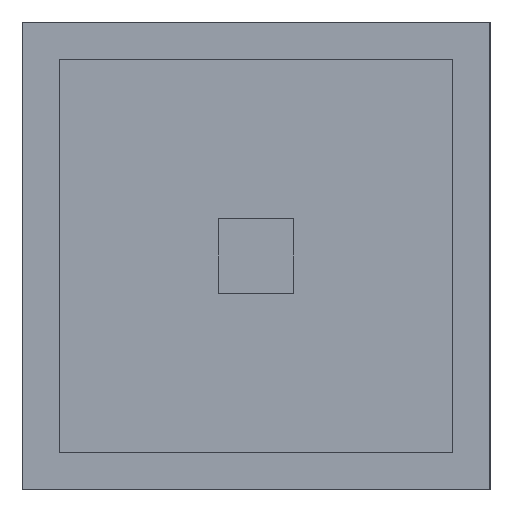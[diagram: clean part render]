
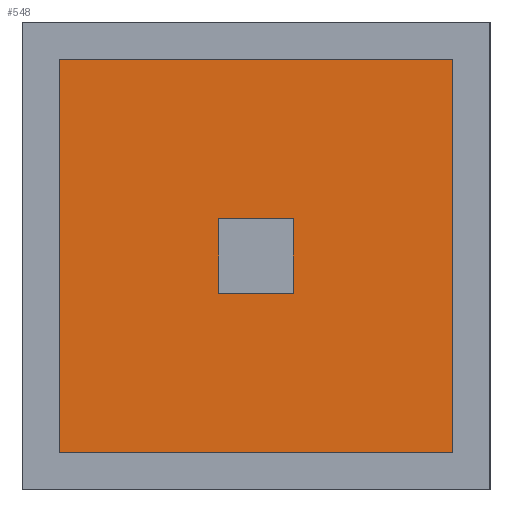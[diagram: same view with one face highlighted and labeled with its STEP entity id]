
A CAD part, left-side view. The second image highlights one B-rep face of the part: STEP entity #548.
In plain terms, the highlighted planar face has unit normal (-1, 0, 0).
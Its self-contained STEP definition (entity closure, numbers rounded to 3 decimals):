
#4 = VERTEX_POINT ( 'NONE', #189 ) ;
#15 = LINE ( 'NONE', #210, #76 ) ;
#58 = VECTOR ( 'NONE', #154, 1000. ) ;
#71 = CARTESIAN_POINT ( 'NONE',  ( 0., -52.5, -52.5 ) ) ;
#76 = VECTOR ( 'NONE', #391, 1000. ) ;
#81 = DIRECTION ( 'NONE',  ( 0., 1., 0. ) ) ;
#84 = ORIENTED_EDGE ( 'NONE', *, *, #525, .F. ) ;
#102 = CARTESIAN_POINT ( 'NONE',  ( 0., -52.5, 52.5 ) ) ;
#115 = EDGE_LOOP ( 'NONE', ( #635, #213, #84, #605 ) ) ;
#117 = ORIENTED_EDGE ( 'NONE', *, *, #373, .F. ) ;
#145 = CARTESIAN_POINT ( 'NONE',  ( 0., -10., -10. ) ) ;
#151 = DIRECTION ( 'NONE',  ( -1., 0., 0. ) ) ;
#154 = DIRECTION ( 'NONE',  ( 0., 0., 1. ) ) ;
#165 = PLANE ( 'NONE',  #260 ) ;
#176 = DIRECTION ( 'NONE',  ( 0., 0., -1. ) ) ;
#189 = CARTESIAN_POINT ( 'NONE',  ( 0., 10., 10. ) ) ;
#203 = VECTOR ( 'NONE', #443, 1000. ) ;
#208 = VERTEX_POINT ( 'NONE', #546 ) ;
#210 = CARTESIAN_POINT ( 'NONE',  ( 0., 10., -10. ) ) ;
#213 = ORIENTED_EDGE ( 'NONE', *, *, #334, .T. ) ;
#215 = CARTESIAN_POINT ( 'NONE',  ( 0., 10., 10. ) ) ;
#222 = VECTOR ( 'NONE', #450, 1000. ) ;
#236 = LINE ( 'NONE', #604, #422 ) ;
#238 = ORIENTED_EDGE ( 'NONE', *, *, #738, .F. ) ;
#260 = AXIS2_PLACEMENT_3D ( 'NONE', #715, #151, #404 ) ;
#277 = VERTEX_POINT ( 'NONE', #71 ) ;
#294 = LINE ( 'NONE', #746, #464 ) ;
#334 = EDGE_CURVE ( 'NONE', #741, #277, #572, .T. ) ;
#335 = CARTESIAN_POINT ( 'NONE',  ( 0., 10., -10. ) ) ;
#336 = VERTEX_POINT ( 'NONE', #383 ) ;
#337 = CARTESIAN_POINT ( 'NONE',  ( 0., 10., -10. ) ) ;
#340 = DIRECTION ( 'NONE',  ( 0., 0., -1. ) ) ;
#343 = EDGE_CURVE ( 'NONE', #336, #491, #704, .T. ) ;
#373 = EDGE_CURVE ( 'NONE', #491, #4, #521, .T. ) ;
#383 = CARTESIAN_POINT ( 'NONE',  ( 0., -10., -10. ) ) ;
#391 = DIRECTION ( 'NONE',  ( 0., -1., 0. ) ) ;
#392 = EDGE_CURVE ( 'NONE', #497, #336, #15, .T. ) ;
#397 = EDGE_LOOP ( 'NONE', ( #117, #519, #516, #238 ) ) ;
#404 = DIRECTION ( 'NONE',  ( 0., 0., 1. ) ) ;
#422 = VECTOR ( 'NONE', #593, 1000. ) ;
#443 = DIRECTION ( 'NONE',  ( 0., -1., 0. ) ) ;
#450 = DIRECTION ( 'NONE',  ( 0., 0., -1. ) ) ;
#464 = VECTOR ( 'NONE', #176, 1000. ) ;
#468 = FACE_BOUND ( 'NONE', #397, .T. ) ;
#491 = VERTEX_POINT ( 'NONE', #535 ) ;
#497 = VERTEX_POINT ( 'NONE', #335 ) ;
#516 = ORIENTED_EDGE ( 'NONE', *, *, #392, .F. ) ;
#519 = ORIENTED_EDGE ( 'NONE', *, *, #343, .F. ) ;
#521 = LINE ( 'NONE', #215, #645 ) ;
#525 = EDGE_CURVE ( 'NONE', #208, #277, #654, .T. ) ;
#535 = CARTESIAN_POINT ( 'NONE',  ( 0., -10., 10. ) ) ;
#546 = CARTESIAN_POINT ( 'NONE',  ( 0., -52.5, 52.5 ) ) ;
#548 = ADVANCED_FACE ( 'NONE', ( #468, #773 ), #165, .T. ) ;
#564 = EDGE_CURVE ( 'NONE', #708, #208, #236, .T. ) ;
#572 = LINE ( 'NONE', #760, #203 ) ;
#573 = EDGE_CURVE ( 'NONE', #708, #741, #294, .T. ) ;
#593 = DIRECTION ( 'NONE',  ( 0., -1., 0. ) ) ;
#604 = CARTESIAN_POINT ( 'NONE',  ( 0., 52.5, 52.5 ) ) ;
#605 = ORIENTED_EDGE ( 'NONE', *, *, #564, .F. ) ;
#635 = ORIENTED_EDGE ( 'NONE', *, *, #573, .T. ) ;
#645 = VECTOR ( 'NONE', #81, 1000. ) ;
#650 = CARTESIAN_POINT ( 'NONE',  ( 0., 52.5, -52.5 ) ) ;
#654 = LINE ( 'NONE', #102, #749 ) ;
#704 = LINE ( 'NONE', #145, #58 ) ;
#708 = VERTEX_POINT ( 'NONE', #776 ) ;
#714 = LINE ( 'NONE', #337, #222 ) ;
#715 = CARTESIAN_POINT ( 'NONE',  ( 0., 0., 0. ) ) ;
#738 = EDGE_CURVE ( 'NONE', #4, #497, #714, .T. ) ;
#741 = VERTEX_POINT ( 'NONE', #650 ) ;
#746 = CARTESIAN_POINT ( 'NONE',  ( 0., 52.5, 52.5 ) ) ;
#749 = VECTOR ( 'NONE', #340, 1000. ) ;
#760 = CARTESIAN_POINT ( 'NONE',  ( 0., 52.5, -52.5 ) ) ;
#773 = FACE_OUTER_BOUND ( 'NONE', #115, .T. ) ;
#776 = CARTESIAN_POINT ( 'NONE',  ( 0., 52.5, 52.5 ) ) ;
